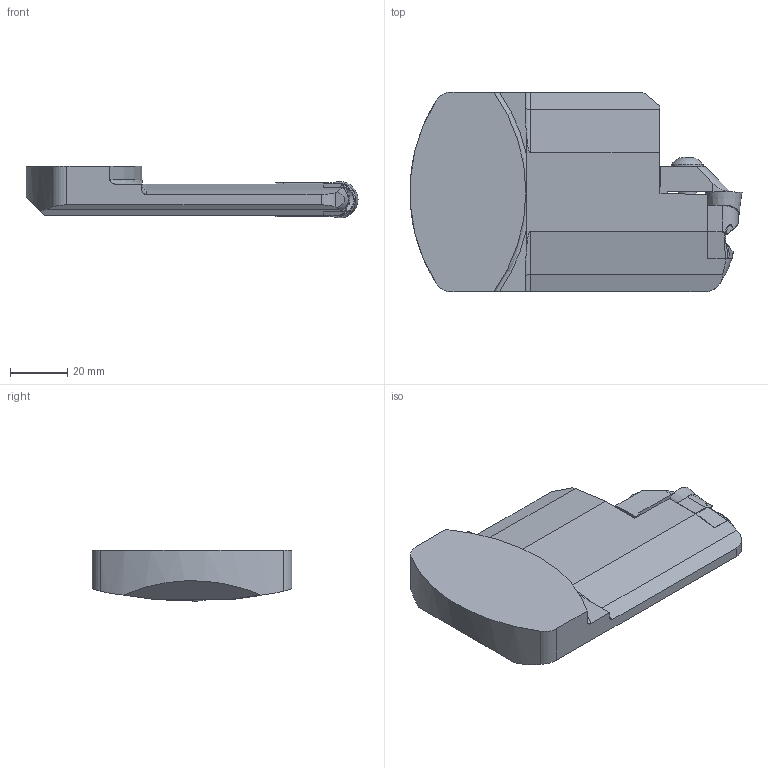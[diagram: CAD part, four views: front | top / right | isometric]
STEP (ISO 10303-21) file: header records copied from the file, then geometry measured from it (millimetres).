
FILE_DESCRIPTION(/* description */ (''),/* implementation_level */ '2;1');
FILE_NAME(/* name */ '1637647752148.stp',/* time_stamp */ '2021-11-23T11:39:24+05:00',/* author */ (''),/* organization */ ('SMS'),/* preprocessor_version */ 'ST-DEVELOPER v16.7',/* originating_system */ 'SIEMENS PLM Software NX 12.0',/* authorisation */ '');
FILE_SCHEMA (('AUTOMOTIVE_DESIGN { 1 0 10303 214 3 1 1 1 }'));
Length unit declared in the file: millimetre
Products named in the file (4): 203686977mod000_00; 203717153mod000_01; ASSEMBLY_CONSTRUCTION; 203717151mod000_01
Assembly tree (3 placements, depth 2):
  203717151mod000_01
    ASSEMBLY_CONSTRUCTION
    203717153mod000_01
    203686977mod000_00
Bounding box: 116.35 x 70 x 18.1 mm (x, y, z)
Volume: 79547.6 mm3; surface area: 18418.8 mm2
Topology: 2 solids, 2 shells, 126 faces, 325 edges, 212 vertices
Faces by surface type: plane 56, cylinder 32, bspline 32, sphere 3, cone 2, torus 1
Full cylindrical faces by diameter (mm): 6.35 x1, 11.1 x1
Entity records: 4606 total; most frequent: CARTESIAN_POINT 1529, ORIENTED_EDGE 630, DIRECTION 594, EDGE_CURVE 315, AXIS2_PLACEMENT_3D 225, VERTEX_POINT 199, LINE 144, VECTOR 144
